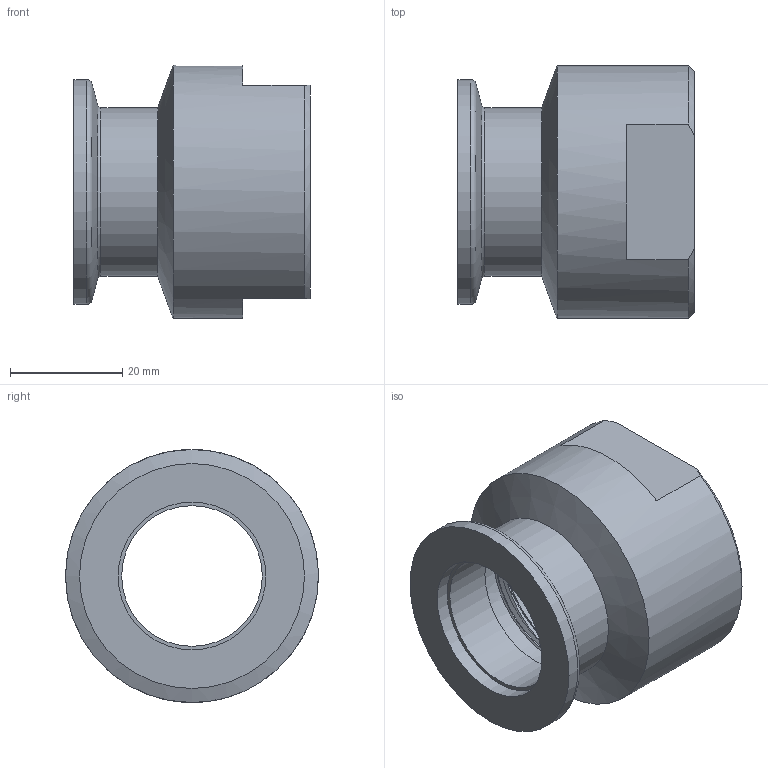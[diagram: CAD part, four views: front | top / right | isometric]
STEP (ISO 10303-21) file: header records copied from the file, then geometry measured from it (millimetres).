
FILE_DESCRIPTION (( 'STEP AP214' ), '1' );
FILE_NAME ('1KF25NF1FULLVAC.STEP', '2025-04-24T15:22:19', ( '' ), ( '' ), 'SwSTEP 2.0', 'SolidWorks 2017', '' );
FILE_SCHEMA (( 'AUTOMOTIVE_DESIGN' ));
Length unit declared in the file: millimetre
Products named in the file (1): 1KF25NF1FULLVAC
Bounding box: 42 x 45 x 45 mm (x, y, z)
Volume: 24269.2 mm3; surface area: 13784.8 mm2
Topology: 1 solids, 1 shells, 38 faces, 97 edges, 64 vertices
Faces by surface type: plane 13, bspline 9, cylinder 7, cone 7, torus 2
Full cylindrical faces by diameter (mm): 25 x1, 26.3 x1, 30 x1, 33.7 x1, 40 x1, 45 x1
Entity records: 11411 total; most frequent: CARTESIAN_POINT 10611, ORIENTED_EDGE 160, DIRECTION 127, EDGE_CURVE 80, VERTEX_POINT 58, AXIS2_PLACEMENT_3D 54, EDGE_LOOP 54, FACE_OUTER_BOUND 46
